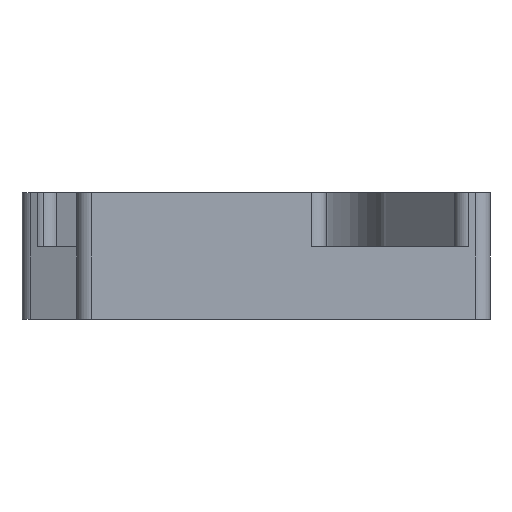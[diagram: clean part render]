
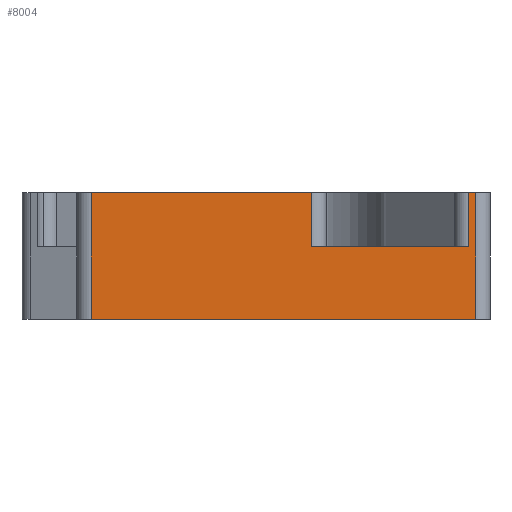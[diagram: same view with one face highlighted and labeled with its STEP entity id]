
A CAD part, left-side view. The second image highlights one B-rep face of the part: STEP entity #8004.
In plain terms, the highlighted planar face has unit normal (-1, 0, 0).
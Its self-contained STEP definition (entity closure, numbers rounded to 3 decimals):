
#40 = AXIS2_PLACEMENT_3D ( 'NONE', #7221, #8040, #5116 ) ;
#109 = VECTOR ( 'NONE', #8512, 1000. ) ;
#263 = CARTESIAN_POINT ( 'NONE',  ( 20.623, 0., 17.5 ) ) ;
#379 = EDGE_LOOP ( 'NONE', ( #6491, #8250, #2798, #7766, #6852, #5573, #1001, #2439 ) ) ;
#970 = LINE ( 'NONE', #1775, #6364 ) ;
#1001 = ORIENTED_EDGE ( 'NONE', *, *, #8986, .T. ) ;
#1052 = DIRECTION ( 'NONE',  ( 0., 0., 1. ) ) ;
#1054 = EDGE_CURVE ( 'NONE', #8895, #8850, #4231, .T. ) ;
#1078 = VECTOR ( 'NONE', #3322, 1000. ) ;
#1521 = VECTOR ( 'NONE', #5713, 1000. ) ;
#1571 = PLANE ( 'NONE',  #40 ) ;
#1735 = CARTESIAN_POINT ( 'NONE',  ( 20.623, 4.079, 0. ) ) ;
#1775 = CARTESIAN_POINT ( 'NONE',  ( 20.623, 26.783, 17.5 ) ) ;
#1849 = LINE ( 'NONE', #5589, #5224 ) ;
#2439 = ORIENTED_EDGE ( 'NONE', *, *, #6404, .T. ) ;
#2507 = CARTESIAN_POINT ( 'NONE',  ( 20.623, 0., 0. ) ) ;
#2546 = CARTESIAN_POINT ( 'NONE',  ( 20.623, 57.378, 10. ) ) ;
#2670 = DIRECTION ( 'NONE',  ( 0., 1., 0. ) ) ;
#2798 = ORIENTED_EDGE ( 'NONE', *, *, #4450, .T. ) ;
#2995 = EDGE_CURVE ( 'NONE', #8895, #3852, #4040, .T. ) ;
#3085 = CARTESIAN_POINT ( 'NONE',  ( 20.623, 5.049, 10. ) ) ;
#3322 = DIRECTION ( 'NONE',  ( 0., 1., 0. ) ) ;
#3462 = CARTESIAN_POINT ( 'NONE',  ( 20.623, 5.049, 17.5 ) ) ;
#3852 = VERTEX_POINT ( 'NONE', #5256 ) ;
#4037 = DIRECTION ( 'NONE',  ( 0., 0., -1. ) ) ;
#4040 = LINE ( 'NONE', #2507, #5814 ) ;
#4085 = CARTESIAN_POINT ( 'NONE',  ( 20.623, 26.783, 10. ) ) ;
#4231 = LINE ( 'NONE', #9332, #1521 ) ;
#4255 = LINE ( 'NONE', #6735, #7675 ) ;
#4450 = EDGE_CURVE ( 'NONE', #8850, #6807, #6946, .T. ) ;
#4459 = VERTEX_POINT ( 'NONE', #4085 ) ;
#4734 = VERTEX_POINT ( 'NONE', #3085 ) ;
#5010 = CARTESIAN_POINT ( 'NONE',  ( 20.623, 57.378, 17.5 ) ) ;
#5025 = EDGE_CURVE ( 'NONE', #4734, #4459, #1849, .T. ) ;
#5116 = DIRECTION ( 'NONE',  ( 0., -1., 0. ) ) ;
#5139 = VERTEX_POINT ( 'NONE', #7691 ) ;
#5224 = VECTOR ( 'NONE', #2670, 1000. ) ;
#5256 = CARTESIAN_POINT ( 'NONE',  ( 20.623, 57.378, 0. ) ) ;
#5469 = LINE ( 'NONE', #2546, #7983 ) ;
#5573 = ORIENTED_EDGE ( 'NONE', *, *, #8776, .T. ) ;
#5589 = CARTESIAN_POINT ( 'NONE',  ( 20.623, 0., 10. ) ) ;
#5713 = DIRECTION ( 'NONE',  ( 0., 0., 1. ) ) ;
#5814 = VECTOR ( 'NONE', #9187, 1000. ) ;
#5938 = DIRECTION ( 'NONE',  ( 0., 0., -1. ) ) ;
#6221 = LINE ( 'NONE', #7795, #109 ) ;
#6364 = VECTOR ( 'NONE', #1052, 1000. ) ;
#6404 = EDGE_CURVE ( 'NONE', #7059, #3852, #5469, .T. ) ;
#6491 = ORIENTED_EDGE ( 'NONE', *, *, #2995, .F. ) ;
#6735 = CARTESIAN_POINT ( 'NONE',  ( 20.623, 5.049, 10. ) ) ;
#6807 = VERTEX_POINT ( 'NONE', #3462 ) ;
#6852 = ORIENTED_EDGE ( 'NONE', *, *, #5025, .T. ) ;
#6946 = LINE ( 'NONE', #263, #1078 ) ;
#7059 = VERTEX_POINT ( 'NONE', #5010 ) ;
#7221 = CARTESIAN_POINT ( 'NONE',  ( 20.623, 0., 10. ) ) ;
#7525 = CARTESIAN_POINT ( 'NONE',  ( 20.623, 4.079, 17.5 ) ) ;
#7675 = VECTOR ( 'NONE', #5938, 1000. ) ;
#7691 = CARTESIAN_POINT ( 'NONE',  ( 20.623, 26.783, 17.5 ) ) ;
#7766 = ORIENTED_EDGE ( 'NONE', *, *, #9159, .T. ) ;
#7795 = CARTESIAN_POINT ( 'NONE',  ( 20.623, 0., 17.5 ) ) ;
#7983 = VECTOR ( 'NONE', #4037, 1000. ) ;
#8004 = ADVANCED_FACE ( 'NONE', ( #9401 ), #1571, .T. ) ;
#8040 = DIRECTION ( 'NONE',  ( -1., 0., 0. ) ) ;
#8250 = ORIENTED_EDGE ( 'NONE', *, *, #1054, .T. ) ;
#8512 = DIRECTION ( 'NONE',  ( 0., 1., 0. ) ) ;
#8776 = EDGE_CURVE ( 'NONE', #4459, #5139, #970, .T. ) ;
#8850 = VERTEX_POINT ( 'NONE', #7525 ) ;
#8895 = VERTEX_POINT ( 'NONE', #1735 ) ;
#8986 = EDGE_CURVE ( 'NONE', #5139, #7059, #6221, .T. ) ;
#9159 = EDGE_CURVE ( 'NONE', #6807, #4734, #4255, .T. ) ;
#9187 = DIRECTION ( 'NONE',  ( 0., 1., 0. ) ) ;
#9332 = CARTESIAN_POINT ( 'NONE',  ( 20.623, 4.079, 10. ) ) ;
#9401 = FACE_OUTER_BOUND ( 'NONE', #379, .T. ) ;
